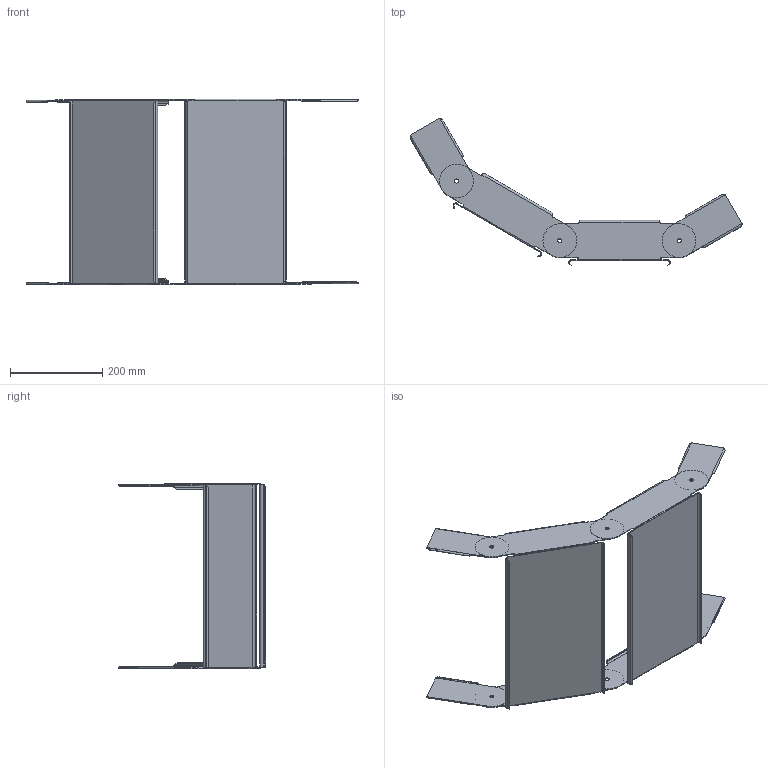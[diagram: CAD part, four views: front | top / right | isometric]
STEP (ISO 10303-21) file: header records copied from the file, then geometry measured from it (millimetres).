
FILE_DESCRIPTION((''),'2;1');
FILE_NAME('7080409_ASM','2013-11-22T',('AndreasKeweloh'),(''),'PRO/ENGINEER BY PARAMETRIC TECHNOLOGY CORPORATION, 2012360','PRO/ENGINEER BY PARAMETRIC TECHNOLOGY CORPORATION, 2012360','');
FILE_SCHEMA(('CONFIG_CONTROL_DESIGN'));
Length unit declared in the file: millimetre
Products named in the file (3): 7080409_VERT_GELENKBOGEN_E; 7080409_VERBINDERTEIL_GLATT_85; 7080409_ASM
Assembly tree (6 placements, depth 2):
  7080409_ASM
    7080409_VERT_GELENKBOGEN_E  x2
    7080409_VERBINDERTEIL_GLATT_85  x4
Bounding box: 718.2 x 318.85 x 401.25 mm (x, y, z)
Volume: 475620.7 mm3; surface area: 709578.1 mm2
Topology: 6 solids, 6 shells, 252 faces, 616 edges, 376 vertices
Faces by surface type: cylinder 108, plane 106, bspline 38
Entity records: 5243 total; most frequent: CARTESIAN_POINT 2636, ORIENTED_EDGE 530, DIRECTION 506, EDGE_CURVE 265, AXIS2_PLACEMENT_3D 171, VECTOR 164, LINE 164, VERTEX_POINT 162
